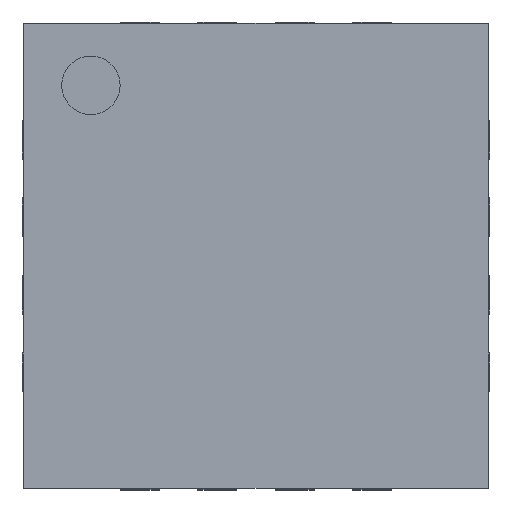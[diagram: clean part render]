
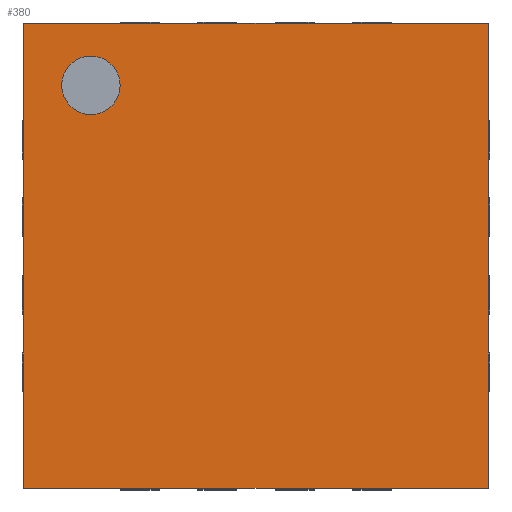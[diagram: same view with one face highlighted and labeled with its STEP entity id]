
A CAD part, top view. The second image highlights one B-rep face of the part: STEP entity #380.
In plain terms, the highlighted planar face has unit normal (0, 0, 1).
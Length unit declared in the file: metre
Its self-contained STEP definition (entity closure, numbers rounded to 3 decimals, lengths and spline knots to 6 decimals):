
#380 = ADVANCED_FACE( '', ( #768, #769 ), #770, .T. );
#768 = FACE_BOUND( '', #1195, .T. );
#769 = FACE_OUTER_BOUND( '', #1196, .T. );
#770 = PLANE( '', #1197 );
#1195 = EDGE_LOOP( '', ( #1929 ) );
#1196 = EDGE_LOOP( '', ( #1930, #1931, #1932, #1933 ) );
#1197 = AXIS2_PLACEMENT_3D( '', #1934, #1935, #1936 );
#1929 = ORIENTED_EDGE( '', *, *, #2197, .F. );
#1930 = ORIENTED_EDGE( '', *, *, #2206, .T. );
#1931 = ORIENTED_EDGE( '', *, *, #2296, .T. );
#1932 = ORIENTED_EDGE( '', *, *, #2464, .F. );
#1933 = ORIENTED_EDGE( '', *, *, #2215, .F. );
#1934 = CARTESIAN_POINT( '', ( 0., 0., 0.00075 ) );
#1935 = DIRECTION( '', ( 0., 0., 1. ) );
#1936 = DIRECTION( '', ( 1., 0., 0. ) );
#2197 = EDGE_CURVE( '', #2546, #2546, #2547, .T. );
#2206 = EDGE_CURVE( '', #2563, #2561, #2564, .T. );
#2215 = EDGE_CURVE( '', #2563, #2578, #2579, .T. );
#2296 = EDGE_CURVE( '', #2561, #2711, #2713, .T. );
#2464 = EDGE_CURVE( '', #2578, #2711, #2941, .T. );
#2546 = VERTEX_POINT( '', #3040 );
#2547 = CIRCLE( '', #3041, 0.000189 );
#2561 = VERTEX_POINT( '', #3059 );
#2563 = VERTEX_POINT( '', #3062 );
#2564 = LINE( '', #3063, #3064 );
#2578 = VERTEX_POINT( '', #3084 );
#2579 = LINE( '', #3085, #3086 );
#2711 = VERTEX_POINT( '', #3270 );
#2713 = LINE( '', #3273, #3274 );
#2941 = LINE( '', #3597, #3598 );
#3040 = CARTESIAN_POINT( '', ( -0.000877, 0.001101, 0.00075 ) );
#3041 = AXIS2_PLACEMENT_3D( '', #3675, #3676, #3677 );
#3059 = CARTESIAN_POINT( '', ( -0.0015, -0.0015, 0.00075 ) );
#3062 = CARTESIAN_POINT( '', ( -0.0015, 0.0015, 0.00075 ) );
#3063 = CARTESIAN_POINT( '', ( -0.0015, 0.001188, 0.00075 ) );
#3064 = VECTOR( '', #3686, 1. );
#3084 = CARTESIAN_POINT( '', ( 0.0015, 0.0015, 0.00075 ) );
#3085 = CARTESIAN_POINT( '', ( 0.001188, 0.0015, 0.00075 ) );
#3086 = VECTOR( '', #3693, 1. );
#3270 = CARTESIAN_POINT( '', ( 0.0015, -0.0015, 0.00075 ) );
#3273 = CARTESIAN_POINT( '', ( -0.001188, -0.0015, 0.00075 ) );
#3274 = VECTOR( '', #3774, 1. );
#3597 = CARTESIAN_POINT( '', ( 0.0015, -0.001188, 0.00075 ) );
#3598 = VECTOR( '', #3924, 1. );
#3675 = CARTESIAN_POINT( '', ( -0.001065, 0.001101, 0.00075 ) );
#3676 = DIRECTION( '', ( 0., 0., 1. ) );
#3677 = DIRECTION( '', ( 1., 0., 0. ) );
#3686 = DIRECTION( '', ( 0., -1., 0. ) );
#3693 = DIRECTION( '', ( 1., 0., 0. ) );
#3774 = DIRECTION( '', ( 1., 0., 0. ) );
#3924 = DIRECTION( '', ( 0., -1., 0. ) );
